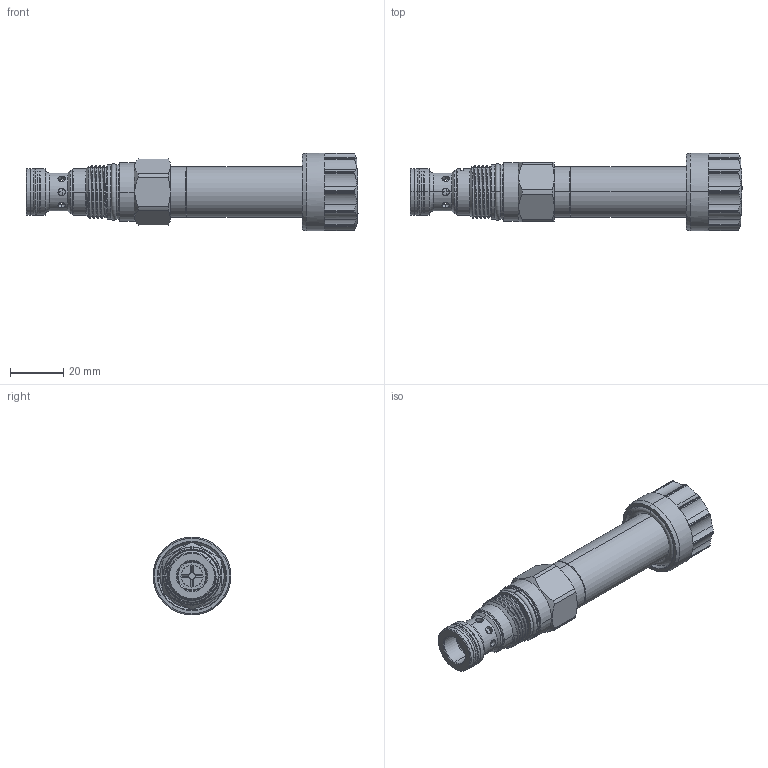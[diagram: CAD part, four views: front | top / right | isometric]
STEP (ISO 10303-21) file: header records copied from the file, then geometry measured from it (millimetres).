
FILE_DESCRIPTION (( 'STEP AP203' ), '1' );
FILE_NAME ('PFH13A2D-N.STEP', '2016-07-26T07:42:08', ( '' ), ( '' ), 'SwSTEP 2.0', 'SolidWorks 2012', '' );
FILE_SCHEMA (( 'CONFIG_CONTROL_DESIGN' ));
Length unit declared in the file: millimetre
Products named in the file (1): PFH13A2D-N
Bounding box: 124.52 x 29.2 x 29.2 mm (x, y, z)
Volume: 40635.6 mm3; surface area: 16656.3 mm2
Topology: 6 solids, 6 shells, 393 faces, 1037 edges, 662 vertices
Faces by surface type: cylinder 171, plane 138, cone 50, torus 22, bspline 12
Entity records: 16827 total; most frequent: CARTESIAN_POINT 7241, ORIENTED_EDGE 2074, DIRECTION 1921, EDGE_CURVE 1037, AXIS2_PLACEMENT_3D 727, VERTEX_POINT 662, VECTOR 467, LINE 467
